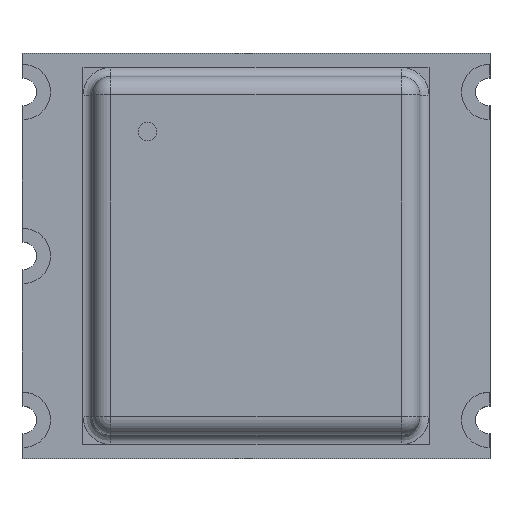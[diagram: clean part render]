
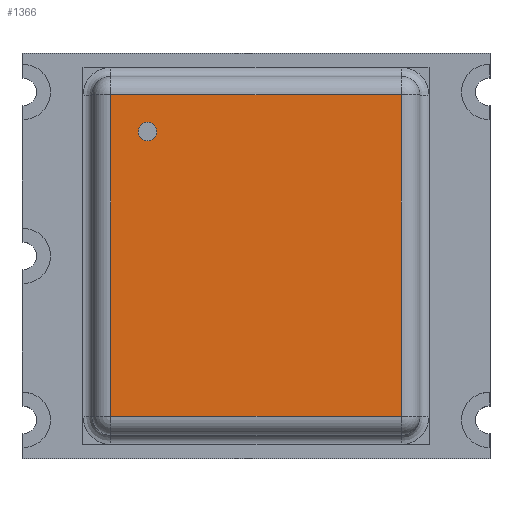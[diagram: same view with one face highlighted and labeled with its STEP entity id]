
A CAD part, top view. The second image highlights one B-rep face of the part: STEP entity #1366.
In plain terms, the highlighted planar face has unit normal (0, 0, 1).
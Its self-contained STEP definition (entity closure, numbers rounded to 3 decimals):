
#231=CARTESIAN_POINT('',(-5.39,6.73,12.7));
#232=VERTEX_POINT('',#231);
#241=CARTESIAN_POINT('',(-6.39,6.73,12.7));
#242=VERTEX_POINT('',#241);
#243=CARTESIAN_POINT('',(-5.89,6.73,12.7));
#244=DIRECTION('',(0.0,0.0,-1.0));
#245=DIRECTION('',(1.0,0.0,0.0));
#246=AXIS2_PLACEMENT_3D('',#243,#244,#245);
#247=CIRCLE('',#246,0.5);
#248=EDGE_CURVE('',#242,#232,#247,.T.);
#303=CARTESIAN_POINT('',(-5.89,6.73,12.7));
#304=DIRECTION('',(0.0,0.0,-1.0));
#305=DIRECTION('',(1.0,0.0,0.0));
#306=AXIS2_PLACEMENT_3D('',#303,#304,#305);
#307=CIRCLE('',#306,0.5);
#308=EDGE_CURVE('',#232,#242,#307,.T.);
#1189=CARTESIAN_POINT('',(-7.89,-8.73,12.7));
#1190=VERTEX_POINT('',#1189);
#1213=CARTESIAN_POINT('',(-7.89,8.73,12.7));
#1214=VERTEX_POINT('',#1213);
#1239=CARTESIAN_POINT('',(7.89,-8.73,12.7));
#1240=VERTEX_POINT('',#1239);
#1263=CARTESIAN_POINT('',(7.89,8.73,12.7));
#1264=VERTEX_POINT('',#1263);
#1291=CARTESIAN_POINT('',(7.89,8.73,12.7));
#1292=DIRECTION('',(0.0,-1.0,0.0));
#1293=VECTOR('',#1292,17.46);
#1294=LINE('',#1291,#1293);
#1295=EDGE_CURVE('',#1264,#1240,#1294,.T.);
#1308=CARTESIAN_POINT('',(-7.89,8.73,12.7));
#1309=DIRECTION('',(1.0,0.0,0.0));
#1310=VECTOR('',#1309,15.78);
#1311=LINE('',#1308,#1310);
#1312=EDGE_CURVE('',#1214,#1264,#1311,.T.);
#1325=CARTESIAN_POINT('',(7.89,-8.73,12.7));
#1326=DIRECTION('',(-1.0,0.0,0.0));
#1327=VECTOR('',#1326,15.78);
#1328=LINE('',#1325,#1327);
#1329=EDGE_CURVE('',#1240,#1190,#1328,.T.);
#1342=CARTESIAN_POINT('',(-7.89,-8.73,12.7));
#1343=DIRECTION('',(0.0,1.0,0.0));
#1344=VECTOR('',#1343,17.46);
#1345=LINE('',#1342,#1344);
#1346=EDGE_CURVE('',#1190,#1214,#1345,.T.);
#1351=CARTESIAN_POINT('',(5.89,6.73,12.7));
#1352=DIRECTION('',(0.0,0.0,1.0));
#1353=DIRECTION('',(-1.0,0.0,0.0));
#1354=AXIS2_PLACEMENT_3D('',#1351,#1352,#1353);
#1355=PLANE('',#1354);
#1356=ORIENTED_EDGE('',*,*,#1295,.F.);
#1357=ORIENTED_EDGE('',*,*,#1312,.F.);
#1358=ORIENTED_EDGE('',*,*,#1346,.F.);
#1359=ORIENTED_EDGE('',*,*,#1329,.F.);
#1360=EDGE_LOOP('',(#1356,#1357,#1358,#1359));
#1361=FACE_OUTER_BOUND('',#1360,.T.);
#1362=ORIENTED_EDGE('',*,*,#308,.T.);
#1363=ORIENTED_EDGE('',*,*,#248,.T.);
#1364=EDGE_LOOP('',(#1362,#1363));
#1365=FACE_BOUND('',#1364,.T.);
#1366=ADVANCED_FACE('',(#1361,#1365),#1355,.T.);
